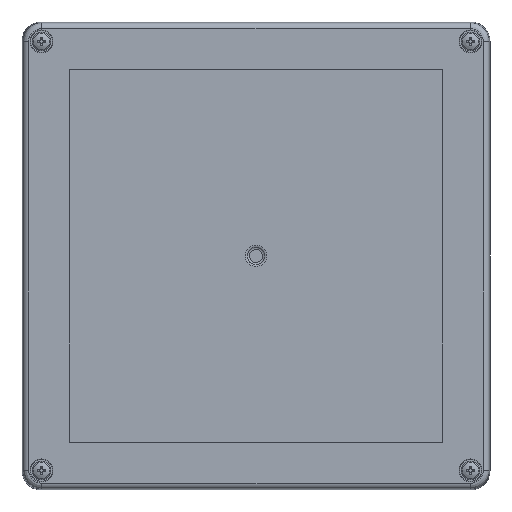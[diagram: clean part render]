
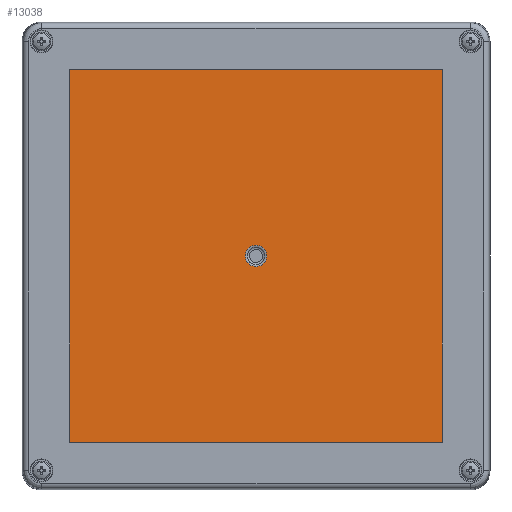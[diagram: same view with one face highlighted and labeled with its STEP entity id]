
A CAD part, top view. The second image highlights one B-rep face of the part: STEP entity #13038.
In plain terms, the highlighted planar face has unit normal (0, 0, 1).
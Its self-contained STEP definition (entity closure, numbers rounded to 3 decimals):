
#1082=FACE_BOUND('',#4748,.T.);
#1643=LINE('',#22409,#2580);
#1644=LINE('',#22411,#2581);
#1645=LINE('',#22413,#2582);
#1646=LINE('',#22414,#2583);
#2580=VECTOR('',#16295,1000.);
#2581=VECTOR('',#16296,1000.);
#2582=VECTOR('',#16297,1000.);
#2583=VECTOR('',#16298,1000.);
#3284=PLANE('',#14116);
#3881=FACE_OUTER_BOUND('',#4747,.T.);
#4747=EDGE_LOOP('',(#10285,#10286,#10287,#10288));
#4748=EDGE_LOOP('',(#10289));
#5472=CIRCLE('',#14114,3.414);
#6250=VERTEX_POINT('',#22403);
#6251=VERTEX_POINT('',#22407);
#6252=VERTEX_POINT('',#22408);
#6253=VERTEX_POINT('',#22410);
#6254=VERTEX_POINT('',#22412);
#7674=EDGE_CURVE('',#6250,#6250,#5472,.T.);
#7676=EDGE_CURVE('',#6251,#6252,#1643,.T.);
#7677=EDGE_CURVE('',#6252,#6253,#1644,.T.);
#7678=EDGE_CURVE('',#6254,#6253,#1645,.T.);
#7679=EDGE_CURVE('',#6251,#6254,#1646,.T.);
#10285=ORIENTED_EDGE('',*,*,#7676,.T.);
#10286=ORIENTED_EDGE('',*,*,#7677,.T.);
#10287=ORIENTED_EDGE('',*,*,#7678,.F.);
#10288=ORIENTED_EDGE('',*,*,#7679,.F.);
#10289=ORIENTED_EDGE('',*,*,#7674,.F.);
#13038=ADVANCED_FACE('',(#3881,#1082),#3284,.T.);
#14114=AXIS2_PLACEMENT_3D('',#22404,#16289,#16290);
#14116=AXIS2_PLACEMENT_3D('',#22406,#16293,#16294);
#16289=DIRECTION('center_axis',(0.,0.,1.));
#16290=DIRECTION('ref_axis',(-1.,0.,0.));
#16293=DIRECTION('center_axis',(0.,0.,1.));
#16294=DIRECTION('ref_axis',(1.,0.,0.));
#16295=DIRECTION('',(0.,-1.,0.));
#16296=DIRECTION('',(1.,0.,0.));
#16297=DIRECTION('',(0.,-1.,0.));
#16298=DIRECTION('',(1.,0.,0.));
#22403=CARTESIAN_POINT('',(3.414,0.,29.536));
#22404=CARTESIAN_POINT('Origin',(0.,0.,29.536));
#22406=CARTESIAN_POINT('Origin',(0.,0.,
29.536));
#22407=CARTESIAN_POINT('',(-59.601,59.6,29.536));
#22408=CARTESIAN_POINT('',(-59.601,-59.601,29.536));
#22409=CARTESIAN_POINT('',(-59.601,59.6,29.536));
#22410=CARTESIAN_POINT('',(59.601,-59.601,29.536));
#22411=CARTESIAN_POINT('',(-59.601,-59.601,29.536));
#22412=CARTESIAN_POINT('',(59.601,59.6,29.536));
#22413=CARTESIAN_POINT('',(59.601,59.6,29.536));
#22414=CARTESIAN_POINT('',(-59.601,59.6,29.536));
